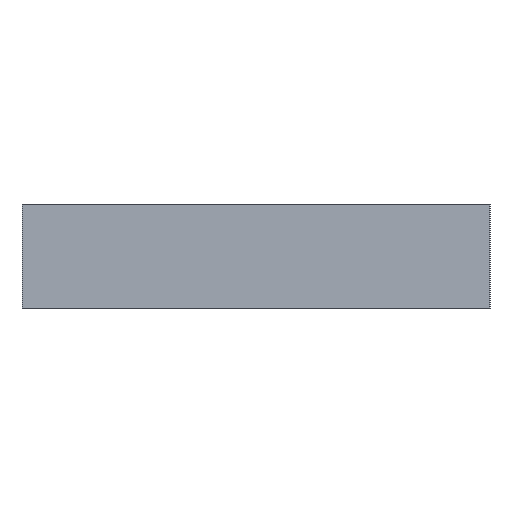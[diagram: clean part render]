
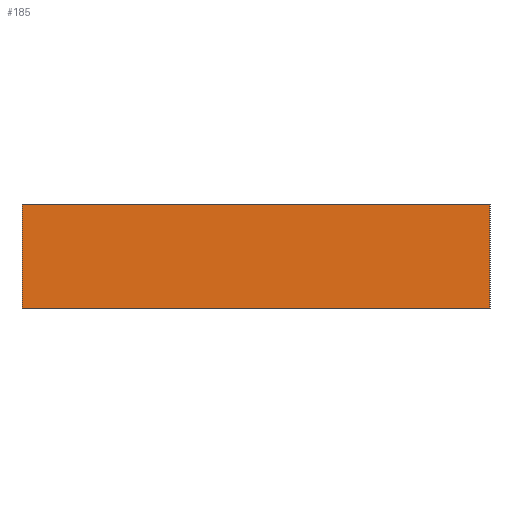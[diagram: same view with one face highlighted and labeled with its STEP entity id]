
A CAD part, left-side view. The second image highlights one B-rep face of the part: STEP entity #185.
In plain terms, the highlighted planar face has unit normal (-0.998, -0.07, 0).
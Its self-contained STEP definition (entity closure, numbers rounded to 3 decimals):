
#36=CARTESIAN_POINT('Line Origine',(0.,0.,3.)) ;
#40=CARTESIAN_POINT('Vertex',(0.,0.,0.)) ;
#42=CARTESIAN_POINT('Vertex',(0.,0.,6.)) ;
#142=CARTESIAN_POINT('Vertex',(-1.888,27.,0.)) ;
#145=CARTESIAN_POINT('Line Origine',(-1.888,27.,3.)) ;
#149=CARTESIAN_POINT('Vertex',(-1.888,27.,6.)) ;
#164=CARTESIAN_POINT('Axis2P3D Location',(-1.888,27.,0.)) ;
#169=CARTESIAN_POINT('Line Origine',(-0.944,13.5,0.)) ;
#174=CARTESIAN_POINT('Line Origine',(-0.944,13.5,6.)) ;
#38=VECTOR('Line Direction',#37,1.) ;
#147=VECTOR('Line Direction',#146,1.) ;
#171=VECTOR('Line Direction',#170,1.) ;
#176=VECTOR('Line Direction',#175,1.) ;
#37=DIRECTION('Vector Direction',(0.,0.,1.)) ;
#146=DIRECTION('Vector Direction',(0.,0.,1.)) ;
#165=DIRECTION('Axis2P3D Direction',(-0.998,-0.07,0.)) ;
#166=DIRECTION('Axis2P3D XDirection',(0.07,-0.998,0.)) ;
#170=DIRECTION('Vector Direction',(0.07,-0.998,0.)) ;
#175=DIRECTION('Vector Direction',(0.07,-0.998,0.)) ;
#167=AXIS2_PLACEMENT_3D('Plane Axis2P3D',#164,#165,#166) ;
#39=LINE('Line',#36,#38) ;
#148=LINE('Line',#145,#147) ;
#172=LINE('Line',#169,#171) ;
#177=LINE('Line',#174,#176) ;
#168=PLANE('',#167) ;
#44=EDGE_CURVE('',#41,#43,#39,.T.) ;
#151=EDGE_CURVE('',#143,#150,#148,.T.) ;
#173=EDGE_CURVE('',#143,#41,#172,.T.) ;
#178=EDGE_CURVE('',#150,#43,#177,.T.) ;
#180=ORIENTED_EDGE('',*,*,#151,.F.) ;
#181=ORIENTED_EDGE('',*,*,#173,.T.) ;
#182=ORIENTED_EDGE('',*,*,#44,.T.) ;
#183=ORIENTED_EDGE('',*,*,#178,.F.) ;
#179=EDGE_LOOP('',(#180,#181,#182,#183)) ;
#41=VERTEX_POINT('',#40) ;
#43=VERTEX_POINT('',#42) ;
#143=VERTEX_POINT('',#142) ;
#150=VERTEX_POINT('',#149) ;
#185=ADVANCED_FACE('PartBody',(#184),#168,.T.) ;
#184=FACE_OUTER_BOUND('',#179,.T.) ;
